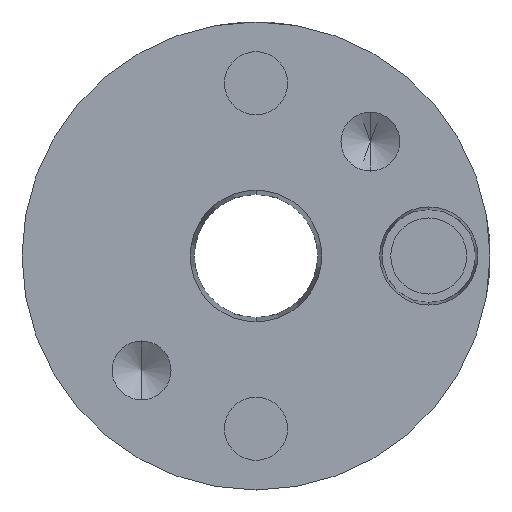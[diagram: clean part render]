
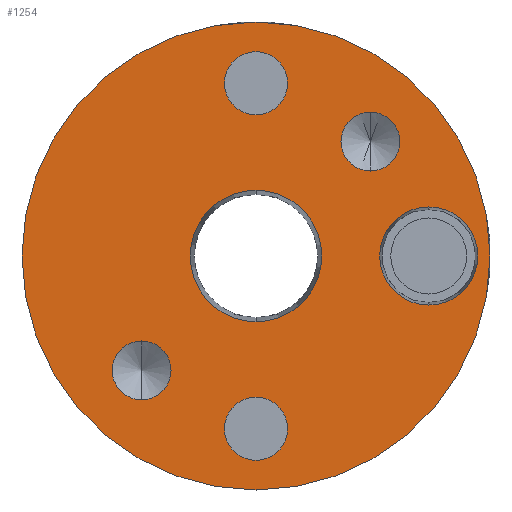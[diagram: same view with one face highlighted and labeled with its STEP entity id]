
A CAD part, front view. The second image highlights one B-rep face of the part: STEP entity #1254.
In plain terms, the highlighted planar face has unit normal (0, -1, 0).
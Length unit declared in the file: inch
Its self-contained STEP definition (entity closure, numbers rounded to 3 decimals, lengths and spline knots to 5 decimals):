
#20 = VERTEX_POINT ( 'NONE', #2341 ) ;
#27 = ORIENTED_EDGE ( 'NONE', *, *, #816, .F. ) ;
#34 = ORIENTED_EDGE ( 'NONE', *, *, #115, .F. ) ;
#115 = EDGE_CURVE ( 'NONE', #1561, #1831, #2692, .T. ) ;
#116 = VERTEX_POINT ( 'NONE', #3305 ) ;
#141 = CARTESIAN_POINT ( 'NONE',  ( -0.36416, 0., -0.45791 ) ) ;
#144 = AXIS2_PLACEMENT_3D ( 'NONE', #2620, #797, #2283 ) ;
#167 = ORIENTED_EDGE ( 'NONE', *, *, #967, .F. ) ;
#179 = DIRECTION ( 'NONE',  ( 0., -1., 0. ) ) ;
#214 = AXIS2_PLACEMENT_3D ( 'NONE', #2311, #179, #472 ) ;
#254 = AXIS2_PLACEMENT_3D ( 'NONE', #3588, #3102, #2994 ) ;
#256 = AXIS2_PLACEMENT_3D ( 'NONE', #1638, #2788, #4644 ) ;
#262 = EDGE_CURVE ( 'NONE', #362, #2141, #2903, .T. ) ;
#286 = ORIENTED_EDGE ( 'NONE', *, *, #262, .F. ) ;
#362 = VERTEX_POINT ( 'NONE', #729 ) ;
#428 = AXIS2_PLACEMENT_3D ( 'NONE', #2761, #1349, #614 ) ;
#472 = DIRECTION ( 'NONE',  ( 0., 0., -1. ) ) ;
#481 = CIRCLE ( 'NONE', #3637, 0.1005 ) ;
#487 = CARTESIAN_POINT ( 'NONE',  ( 0.55, 0., 0. ) ) ;
#490 = DIRECTION ( 'NONE',  ( 0., -1., 0. ) ) ;
#499 = EDGE_CURVE ( 'NONE', #3683, #813, #4518, .T. ) ;
#503 = DIRECTION ( 'NONE',  ( 0., 1., 0. ) ) ;
#614 = DIRECTION ( 'NONE',  ( 0., 0., -1. ) ) ;
#617 = AXIS2_PLACEMENT_3D ( 'NONE', #836, #503, #1977 ) ;
#682 = DIRECTION ( 'NONE',  ( 0., 0., -1. ) ) ;
#697 = ORIENTED_EDGE ( 'NONE', *, *, #4115, .F. ) ;
#729 = CARTESIAN_POINT ( 'NONE',  ( 0., 0., -0.20931 ) ) ;
#771 = DIRECTION ( 'NONE',  ( 0., 1., 0. ) ) ;
#774 = FACE_OUTER_BOUND ( 'NONE', #4612, .T. ) ;
#797 = DIRECTION ( 'NONE',  ( 0., -1., 0. ) ) ;
#813 = VERTEX_POINT ( 'NONE', #2064 ) ;
#816 = EDGE_CURVE ( 'NONE', #20, #116, #481, .T. ) ;
#821 = CARTESIAN_POINT ( 'NONE',  ( 0., 0., -0.745 ) ) ;
#836 = CARTESIAN_POINT ( 'NONE',  ( 0., 0., 0. ) ) ;
#967 = EDGE_CURVE ( 'NONE', #4209, #3983, #2337, .T. ) ;
#1117 = FACE_BOUND ( 'NONE', #3224, .T. ) ;
#1155 = ORIENTED_EDGE ( 'NONE', *, *, #2399, .F. ) ;
#1206 = DIRECTION ( 'NONE',  ( 0., -1., 0. ) ) ;
#1254 = ADVANCED_FACE ( 'NONE', ( #1117, #2193, #3333, #2624, #2899, #4071, #774 ), #1822, .T. ) ;
#1321 = ORIENTED_EDGE ( 'NONE', *, *, #2948, .F. ) ;
#1349 = DIRECTION ( 'NONE',  ( 0., -1., 0. ) ) ;
#1362 = AXIS2_PLACEMENT_3D ( 'NONE', #2651, #1206, #3375 ) ;
#1496 = EDGE_CURVE ( 'NONE', #3983, #4209, #4392, .T. ) ;
#1523 = DIRECTION ( 'NONE',  ( 0., 0., 1. ) ) ;
#1539 = DIRECTION ( 'NONE',  ( 0., -1., 0. ) ) ;
#1561 = VERTEX_POINT ( 'NONE', #3429 ) ;
#1604 = DIRECTION ( 'NONE',  ( 0., -1., 0. ) ) ;
#1638 = CARTESIAN_POINT ( 'NONE',  ( 0., 0., 0. ) ) ;
#1670 = CIRCLE ( 'NONE', #428, 0.1005 ) ;
#1676 = CARTESIAN_POINT ( 'NONE',  ( 0., 0., 0.745 ) ) ;
#1721 = VERTEX_POINT ( 'NONE', #1676 ) ;
#1732 = CARTESIAN_POINT ( 'NONE',  ( 0.55, 0., 0. ) ) ;
#1822 = PLANE ( 'NONE',  #3630 ) ;
#1831 = VERTEX_POINT ( 'NONE', #4298 ) ;
#1845 = CIRCLE ( 'NONE', #144, 0.09375 ) ;
#1872 = CARTESIAN_POINT ( 'NONE',  ( 0.55, 0., -0.15625 ) ) ;
#1948 = ORIENTED_EDGE ( 'NONE', *, *, #3018, .F. ) ;
#1964 = DIRECTION ( 'NONE',  ( 0., 0., -1. ) ) ;
#1971 = EDGE_CURVE ( 'NONE', #3653, #2966, #2024, .T. ) ;
#1977 = DIRECTION ( 'NONE',  ( 0., 0., 1. ) ) ;
#2024 = CIRCLE ( 'NONE', #4312, 0.1005 ) ;
#2064 = CARTESIAN_POINT ( 'NONE',  ( 0.55, 0., 0.15625 ) ) ;
#2104 = CARTESIAN_POINT ( 'NONE',  ( 0., 0., -0.4495 ) ) ;
#2141 = VERTEX_POINT ( 'NONE', #2335 ) ;
#2156 = AXIS2_PLACEMENT_3D ( 'NONE', #2905, #3690, #4029 ) ;
#2193 = FACE_BOUND ( 'NONE', #3615, .T. ) ;
#2241 = DIRECTION ( 'NONE',  ( 0., 0., -1. ) ) ;
#2265 = CIRCLE ( 'NONE', #256, 0.20931 ) ;
#2283 = DIRECTION ( 'NONE',  ( 0., 0., -1. ) ) ;
#2311 = CARTESIAN_POINT ( 'NONE',  ( 0., 0., 0. ) ) ;
#2335 = CARTESIAN_POINT ( 'NONE',  ( 0., 0., 0.20931 ) ) ;
#2337 = CIRCLE ( 'NONE', #254, 0.09375 ) ;
#2341 = CARTESIAN_POINT ( 'NONE',  ( 0., 0., 0.4495 ) ) ;
#2342 = VERTEX_POINT ( 'NONE', #821 ) ;
#2399 = EDGE_CURVE ( 'NONE', #116, #20, #2456, .T. ) ;
#2456 = CIRCLE ( 'NONE', #1362, 0.1005 ) ;
#2463 = AXIS2_PLACEMENT_3D ( 'NONE', #487, #1604, #3125 ) ;
#2521 = CARTESIAN_POINT ( 'NONE',  ( -0.36416, 0., -0.36416 ) ) ;
#2620 = CARTESIAN_POINT ( 'NONE',  ( 0.36416, 0., 0.36416 ) ) ;
#2624 = FACE_BOUND ( 'NONE', #4395, .T. ) ;
#2651 = CARTESIAN_POINT ( 'NONE',  ( 0., 0., 0.55 ) ) ;
#2692 = CIRCLE ( 'NONE', #2156, 0.09375 ) ;
#2696 = CIRCLE ( 'NONE', #617, 0.745 ) ;
#2761 = CARTESIAN_POINT ( 'NONE',  ( 0., 0., -0.55 ) ) ;
#2773 = ORIENTED_EDGE ( 'NONE', *, *, #499, .F. ) ;
#2788 = DIRECTION ( 'NONE',  ( 0., -1., 0. ) ) ;
#2812 = EDGE_LOOP ( 'NONE', ( #27, #1155 ) ) ;
#2899 = FACE_BOUND ( 'NONE', #3322, .T. ) ;
#2903 = CIRCLE ( 'NONE', #214, 0.20931 ) ;
#2905 = CARTESIAN_POINT ( 'NONE',  ( 0.36416, 0., 0.36416 ) ) ;
#2948 = EDGE_CURVE ( 'NONE', #1831, #1561, #1845, .T. ) ;
#2966 = VERTEX_POINT ( 'NONE', #3735 ) ;
#2994 = DIRECTION ( 'NONE',  ( 0., 0., -1. ) ) ;
#3018 = EDGE_CURVE ( 'NONE', #1721, #2342, #3536, .T. ) ;
#3050 = ORIENTED_EDGE ( 'NONE', *, *, #4630, .F. ) ;
#3055 = CARTESIAN_POINT ( 'NONE',  ( 0., 0., 0. ) ) ;
#3102 = DIRECTION ( 'NONE',  ( 0., -1., 0. ) ) ;
#3125 = DIRECTION ( 'NONE',  ( 0., 0., -1. ) ) ;
#3195 = DIRECTION ( 'NONE',  ( 0., -1., 0. ) ) ;
#3217 = EDGE_CURVE ( 'NONE', #2342, #1721, #2696, .T. ) ;
#3224 = EDGE_LOOP ( 'NONE', ( #167, #3369 ) ) ;
#3286 = ORIENTED_EDGE ( 'NONE', *, *, #1971, .F. ) ;
#3305 = CARTESIAN_POINT ( 'NONE',  ( 0., 0., 0.6505 ) ) ;
#3322 = EDGE_LOOP ( 'NONE', ( #2773, #697 ) ) ;
#3333 = FACE_BOUND ( 'NONE', #2812, .T. ) ;
#3369 = ORIENTED_EDGE ( 'NONE', *, *, #1496, .F. ) ;
#3375 = DIRECTION ( 'NONE',  ( 0., 0., -1. ) ) ;
#3426 = ORIENTED_EDGE ( 'NONE', *, *, #3217, .F. ) ;
#3429 = CARTESIAN_POINT ( 'NONE',  ( 0.36416, 0., 0.45791 ) ) ;
#3457 = EDGE_LOOP ( 'NONE', ( #286, #3050 ) ) ;
#3484 = CIRCLE ( 'NONE', #4655, 0.15625 ) ;
#3526 = CARTESIAN_POINT ( 'NONE',  ( -0.36416, 0., -0.27041 ) ) ;
#3536 = CIRCLE ( 'NONE', #4059, 0.745 ) ;
#3588 = CARTESIAN_POINT ( 'NONE',  ( -0.36416, 0., -0.36416 ) ) ;
#3593 = DIRECTION ( 'NONE',  ( 0., 0., -1. ) ) ;
#3615 = EDGE_LOOP ( 'NONE', ( #1321, #34 ) ) ;
#3630 = AXIS2_PLACEMENT_3D ( 'NONE', #3055, #490, #1964 ) ;
#3637 = AXIS2_PLACEMENT_3D ( 'NONE', #3873, #4231, #3894 ) ;
#3653 = VERTEX_POINT ( 'NONE', #2104 ) ;
#3683 = VERTEX_POINT ( 'NONE', #1872 ) ;
#3690 = DIRECTION ( 'NONE',  ( 0., -1., 0. ) ) ;
#3735 = CARTESIAN_POINT ( 'NONE',  ( 0., 0., -0.6505 ) ) ;
#3873 = CARTESIAN_POINT ( 'NONE',  ( 0., 0., 0.55 ) ) ;
#3894 = DIRECTION ( 'NONE',  ( 0., 0., -1. ) ) ;
#3964 = EDGE_CURVE ( 'NONE', #2966, #3653, #1670, .T. ) ;
#3968 = DIRECTION ( 'NONE',  ( 0., -1., 0. ) ) ;
#3983 = VERTEX_POINT ( 'NONE', #3526 ) ;
#4029 = DIRECTION ( 'NONE',  ( 0., 0., -1. ) ) ;
#4059 = AXIS2_PLACEMENT_3D ( 'NONE', #4068, #771, #1523 ) ;
#4068 = CARTESIAN_POINT ( 'NONE',  ( 0., 0., 0. ) ) ;
#4071 = FACE_BOUND ( 'NONE', #3457, .T. ) ;
#4115 = EDGE_CURVE ( 'NONE', #813, #3683, #3484, .T. ) ;
#4209 = VERTEX_POINT ( 'NONE', #141 ) ;
#4231 = DIRECTION ( 'NONE',  ( 0., -1., 0. ) ) ;
#4298 = CARTESIAN_POINT ( 'NONE',  ( 0.36416, 0., 0.27041 ) ) ;
#4312 = AXIS2_PLACEMENT_3D ( 'NONE', #4747, #1539, #2241 ) ;
#4320 = AXIS2_PLACEMENT_3D ( 'NONE', #2521, #3968, #682 ) ;
#4392 = CIRCLE ( 'NONE', #4320, 0.09375 ) ;
#4395 = EDGE_LOOP ( 'NONE', ( #4580, #3286 ) ) ;
#4518 = CIRCLE ( 'NONE', #2463, 0.15625 ) ;
#4580 = ORIENTED_EDGE ( 'NONE', *, *, #3964, .F. ) ;
#4612 = EDGE_LOOP ( 'NONE', ( #1948, #3426 ) ) ;
#4630 = EDGE_CURVE ( 'NONE', #2141, #362, #2265, .T. ) ;
#4644 = DIRECTION ( 'NONE',  ( 0., 0., -1. ) ) ;
#4655 = AXIS2_PLACEMENT_3D ( 'NONE', #1732, #3195, #3593 ) ;
#4747 = CARTESIAN_POINT ( 'NONE',  ( 0., 0., -0.55 ) ) ;
